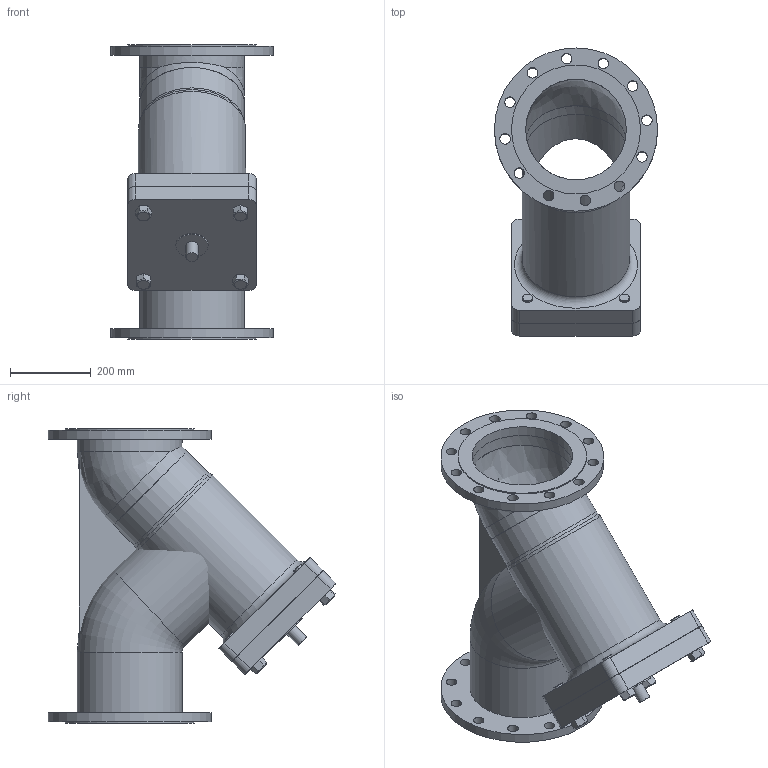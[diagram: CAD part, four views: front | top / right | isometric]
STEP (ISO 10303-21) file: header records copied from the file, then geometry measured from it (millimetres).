
FILE_DESCRIPTION(/* description */ ('STRAINER VM 6325 DN250'),/* implementation_level */ '2;1');
FILE_NAME(/* name */ 'STRAINER VM 6325 DN250.stp',/* time_stamp */ '2020-04-07T16:11:58+06:00',/* author */ ('rahul_marsute'),/* organization */ (''),/* preprocessor_version */ 'ST-DEVELOPER v18',/* originating_system */ 'Autodesk Inventor 2020',/* authorisation */ '');
FILE_SCHEMA (('AUTOMOTIVE_DESIGN { 1 0 10303 214 3 1 1 }'));
Length unit declared in the file: millimetre
Products named in the file (1): STRAINER VM 6325 DN250
Bounding box: 405 x 714.5 x 730 mm (x, y, z)
Volume: 18180342 mm3; surface area: 2458340 mm2
Topology: 5 solids, 5 shells, 144 faces, 402 edges, 277 vertices
Faces by surface type: plane 68, cylinder 61, cone 8, torus 5, bspline 2
Full cylindrical faces by diameter (mm): 25 x4, 26 x24, 30 x1, 80 x1, 250 x8, 260 x4, 266 x1, 320 x2, 405 x2
Entity records: 5102 total; most frequent: CARTESIAN_POINT 1129, DIRECTION 848, ORIENTED_EDGE 796, EDGE_CURVE 398, AXIS2_PLACEMENT_3D 341, VERTEX_POINT 277, EDGE_LOOP 215, CIRCLE 183
